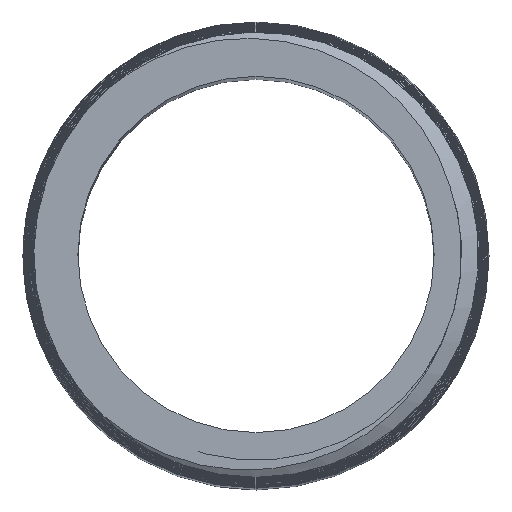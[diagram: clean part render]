
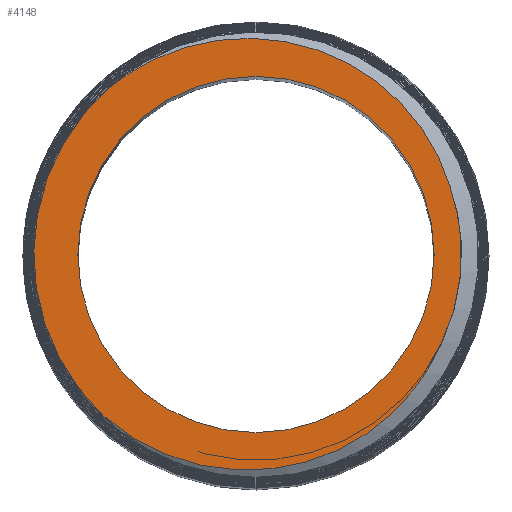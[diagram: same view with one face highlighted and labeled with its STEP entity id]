
A CAD part, top view. The second image highlights one B-rep face of the part: STEP entity #4148.
In plain terms, the highlighted planar face has unit normal (0, 0, 1).
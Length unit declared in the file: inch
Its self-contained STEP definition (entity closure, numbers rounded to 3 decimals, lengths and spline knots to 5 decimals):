
#66=CARTESIAN_POINT('',(0.,0.,2.));
#67=DIRECTION('',(0.,0.,-1.));
#68=DIRECTION('',(1.,0.,0.));
#69=AXIS2_PLACEMENT_3D('',#66,#67,#68);
#71=CARTESIAN_POINT('',(0.,0.,2.));
#72=DIRECTION('',(0.,0.,-1.));
#73=DIRECTION('',(-1.,0.,0.));
#74=AXIS2_PLACEMENT_3D('',#71,#72,#73);
#76=CARTESIAN_POINT('',(0.44135,0.15359,2.));
#77=CARTESIAN_POINT('',(0.43388,0.17831,2.));
#78=CARTESIAN_POINT('',(0.4151,0.22596,2.));
#79=CARTESIAN_POINT('',(0.37464,0.29336,2.));
#80=CARTESIAN_POINT('',(0.32421,0.35256,2.));
#81=CARTESIAN_POINT('',(0.26352,0.4039,2.));
#82=CARTESIAN_POINT('',(0.19448,0.44475,2.));
#83=CARTESIAN_POINT('',(0.12089,0.47334,2.));
#84=CARTESIAN_POINT('',(0.04211,0.48999,2.));
#85=CARTESIAN_POINT('',(-0.03904,0.4934,2.));
#86=CARTESIAN_POINT('',(-0.11888,0.48365,2.));
#87=CARTESIAN_POINT('',(-0.1968,0.46098,2.));
#88=CARTESIAN_POINT('',(-0.27036,0.42574,2.));
#89=CARTESIAN_POINT('',(-0.31482,0.39483,2.));
#90=CARTESIAN_POINT('',(-0.33599,0.37738,2.));
#92=CARTESIAN_POINT('',(0.42091,-0.20365,2.));
#93=CARTESIAN_POINT('',(0.42997,-0.1849,2.));
#94=CARTESIAN_POINT('',(0.44619,-0.14497,2.));
#95=CARTESIAN_POINT('',(0.46322,-0.07624,2.));
#96=CARTESIAN_POINT('',(0.46966,0.00089,2.));
#97=CARTESIAN_POINT('',(0.46269,0.07986,2.));
#98=CARTESIAN_POINT('',(0.44983,0.12928,2.));
#99=CARTESIAN_POINT('',(0.44135,0.15359,2.));
#101=CARTESIAN_POINT('',(-0.34808,-0.36625,2.));
#102=CARTESIAN_POINT('',(-0.33318,-0.37934,2.));
#103=CARTESIAN_POINT('',(-0.30131,-0.4042,2.));
#104=CARTESIAN_POINT('',(-0.24688,-0.43685,2.));
#105=CARTESIAN_POINT('',(-0.18458,-0.46391,2.));
#106=CARTESIAN_POINT('',(-0.11376,-0.48349,2.));
#107=CARTESIAN_POINT('',(-0.03279,-0.4927,2.));
#108=CARTESIAN_POINT('',(0.05247,-0.48754,2.));
#109=CARTESIAN_POINT('',(0.13384,-0.46805,2.));
#110=CARTESIAN_POINT('',(0.20933,-0.43569,2.));
#111=CARTESIAN_POINT('',(0.27729,-0.3917,2.));
#112=CARTESIAN_POINT('',(0.33583,-0.33816,2.));
#113=CARTESIAN_POINT('',(0.38505,-0.27512,2.));
#114=CARTESIAN_POINT('',(0.41023,-0.22838,2.));
#115=CARTESIAN_POINT('',(0.42091,-0.20365,2.));
#117=CARTESIAN_POINT('',(0.,0.,2.));
#118=DIRECTION('',(0.,0.,1.));
#119=DIRECTION('',(-0.665,0.747,0.));
#120=AXIS2_PLACEMENT_3D('',#117,#118,#119);
#3923=CARTESIAN_POINT('',(0.405,0.,2.));
#3924=CARTESIAN_POINT('',(-0.405,0.,2.));
#3925=VERTEX_POINT('',#3923);
#3926=VERTEX_POINT('',#3924);
#3933=VERTEX_POINT('',#76);
#3934=VERTEX_POINT('',#90);
#3935=VERTEX_POINT('',#101);
#3936=VERTEX_POINT('',#115);
#4129=CARTESIAN_POINT('',(0.,0.,2.));
#4130=DIRECTION('',(0.,0.,1.));
#4131=DIRECTION('',(1.,0.,0.));
#4132=AXIS2_PLACEMENT_3D('',#4129,#4130,#4131);
#4133=PLANE('',#4132);
#4135=ORIENTED_EDGE('',*,*,#4134,.F.);
#4137=ORIENTED_EDGE('',*,*,#4136,.F.);
#4139=ORIENTED_EDGE('',*,*,#4138,.F.);
#4141=ORIENTED_EDGE('',*,*,#4140,.F.);
#4142=EDGE_LOOP('',(#4135,#4137,#4139,#4141));
#4143=FACE_OUTER_BOUND('',#4142,.F.);
#4144=ORIENTED_EDGE('',*,*,#4109,.F.);
#4145=ORIENTED_EDGE('',*,*,#4123,.F.);
#4146=EDGE_LOOP('',(#4144,#4145));
#4147=FACE_BOUND('',#4146,.F.);
#4148=ADVANCED_FACE('',(#4143,#4147),#4133,.T.);
#70=CIRCLE('',#69,0.405);
#75=CIRCLE('',#74,0.405);
#91=B_SPLINE_CURVE_WITH_KNOTS('',3,(#76,#77,#78,#79,#80,#81,#82,#83,#84,#85,#86,
#87,#88,#89,#90),.UNSPECIFIED.,.F.,.F.,(4,1,1,1,1,1,1,1,1,1,1,1,4),(0.,
0.08333,0.16667,0.25,0.33333,0.41667,
0.5,0.58333,0.66667,0.75,0.83333,
0.91667,1.),.UNSPECIFIED.);
#100=B_SPLINE_CURVE_WITH_KNOTS('',3,(#92,#93,#94,#95,#96,#97,#98,#99),
.UNSPECIFIED.,.F.,.F.,(4,1,1,1,1,4),(0.,0.2,0.4,0.6,0.8,1.),
.UNSPECIFIED.);
#116=B_SPLINE_CURVE_WITH_KNOTS('',3,(#101,#102,#103,#104,#105,#106,#107,#108,
#109,#110,#111,#112,#113,#114,#115),.UNSPECIFIED.,.F.,.F.,(4,1,1,1,1,1,1,1,1,1,
1,1,4),(0.,0.08333,0.16667,0.25,0.33333,
0.41667,0.5,0.58333,0.66667,0.75,
0.83333,0.91667,1.),.UNSPECIFIED.);
#121=CIRCLE('',#120,0.50528);
#4109=EDGE_CURVE('',#3925,#3926,#70,.T.);
#4123=EDGE_CURVE('',#3926,#3925,#75,.T.);
#4134=EDGE_CURVE('',#3933,#3934,#91,.T.);
#4136=EDGE_CURVE('',#3936,#3933,#100,.T.);
#4138=EDGE_CURVE('',#3935,#3936,#116,.T.);
#4140=EDGE_CURVE('',#3934,#3935,#121,.T.);
